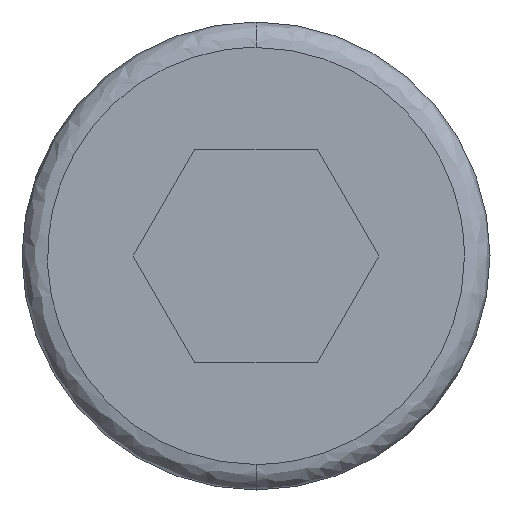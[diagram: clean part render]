
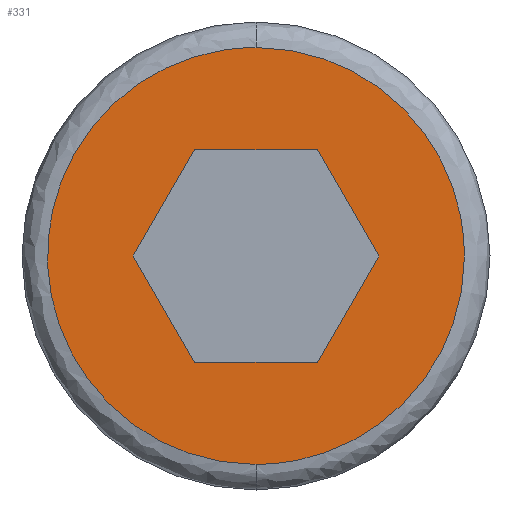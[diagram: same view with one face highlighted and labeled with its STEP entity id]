
A CAD part, front view. The second image highlights one B-rep face of the part: STEP entity #331.
In plain terms, the highlighted planar face has unit normal (0, -1, 0).
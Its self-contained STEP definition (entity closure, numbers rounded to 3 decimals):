
#20 = ORIENTED_EDGE ( 'NONE', *, *, #182, .T. ) ;
#25 = LINE ( 'NONE', #504, #645 ) ;
#30 = CARTESIAN_POINT ( 'NONE',  ( 0.722, -3., -1.25 ) ) ;
#31 = DIRECTION ( 'NONE',  ( 0.5, 0., 0.866 ) ) ;
#38 = CARTESIAN_POINT ( 'NONE',  ( -0.722, -3., -1.25 ) ) ;
#44 = PLANE ( 'NONE',  #217 ) ;
#46 = CARTESIAN_POINT ( 'NONE',  ( 2.45, -3., -1.435 ) ) ;
#47 = VECTOR ( 'NONE', #405, 1000. ) ;
#68 = LINE ( 'NONE', #531, #47 ) ;
#71 = EDGE_LOOP ( 'NONE', ( #20, #141, #317, #547, #610, #437 ) ) ;
#82 = EDGE_CURVE ( 'NONE', #713, #703, #178, .T. ) ;
#87 = LINE ( 'NONE', #751, #146 ) ;
#100 = VERTEX_POINT ( 'NONE', #106 ) ;
#103 = CARTESIAN_POINT ( 'NONE',  ( 0., -3., -2.45 ) ) ;
#105 =( BOUNDED_CURVE ( )  B_SPLINE_CURVE ( 3, ( #164, #46, #691, #103 ),
 .UNSPECIFIED., .F., .F. ) 
 B_SPLINE_CURVE_WITH_KNOTS ( ( 4, 4 ),
 ( 0., 0.333 ),
 .UNSPECIFIED. ) 
 CURVE ( )  GEOMETRIC_REPRESENTATION_ITEM ( )  RATIONAL_B_SPLINE_CURVE ( ( 1., 0.805, 0.805, 1. ) ) 
 REPRESENTATION_ITEM ( '' )  );
#106 = CARTESIAN_POINT ( 'NONE',  ( 0., -3., -2.45 ) ) ;
#141 = ORIENTED_EDGE ( 'NONE', *, *, #82, .T. ) ;
#142 = EDGE_CURVE ( 'NONE', #637, #100, #105, .T. ) ;
#146 = VECTOR ( 'NONE', #31, 1000. ) ;
#164 = CARTESIAN_POINT ( 'NONE',  ( 2.45, -3., 0. ) ) ;
#177 = CARTESIAN_POINT ( 'NONE',  ( -1.435, -3., 2.45 ) ) ;
#178 = LINE ( 'NONE', #407, #768 ) ;
#182 = EDGE_CURVE ( 'NONE', #414, #713, #68, .T. ) ;
#189 = CARTESIAN_POINT ( 'NONE',  ( -1.443, -3., 0. ) ) ;
#197 = ORIENTED_EDGE ( 'NONE', *, *, #442, .F. ) ;
#209 = CARTESIAN_POINT ( 'NONE',  ( 1.435, -3., 2.45 ) ) ;
#217 = AXIS2_PLACEMENT_3D ( 'NONE', #228, #639, #644 ) ;
#226 = CARTESIAN_POINT ( 'NONE',  ( -1.435, -3., -2.45 ) ) ;
#228 = CARTESIAN_POINT ( 'NONE',  ( 0., -3., 0. ) ) ;
#236 = CARTESIAN_POINT ( 'NONE',  ( -0.722, -3., -1.25 ) ) ;
#241 = DIRECTION ( 'NONE',  ( -0.5, 0., 0.866 ) ) ;
#271 = DIRECTION ( 'NONE',  ( 1., 0., 0. ) ) ;
#279 =( BOUNDED_CURVE ( )  B_SPLINE_CURVE ( 3, ( #478, #226, #353, #348, #635, #177, #752 ),
 .UNSPECIFIED., .F., .T. ) 
 B_SPLINE_CURVE_WITH_KNOTS ( ( 4, 3, 4 ),
 ( 0.333, 0.667, 1. ),
 .UNSPECIFIED. ) 
 CURVE ( )  GEOMETRIC_REPRESENTATION_ITEM ( )  RATIONAL_B_SPLINE_CURVE ( ( 1., 0.805, 0.805, 1., 0.805, 0.805, 1. ) ) 
 REPRESENTATION_ITEM ( '' )  );
#285 = VERTEX_POINT ( 'NONE', #236 ) ;
#286 = CARTESIAN_POINT ( 'NONE',  ( 1.443, -3., 0. ) ) ;
#290 = EDGE_CURVE ( 'NONE', #285, #758, #662, .T. ) ;
#308 = EDGE_CURVE ( 'NONE', #703, #285, #513, .T. ) ;
#317 = ORIENTED_EDGE ( 'NONE', *, *, #308, .T. ) ;
#330 = EDGE_CURVE ( 'NONE', #100, #655, #279, .T. ) ;
#331 = ADVANCED_FACE ( 'NONE', ( #418, #613 ), #44, .T. ) ;
#338 = CARTESIAN_POINT ( 'NONE',  ( 2.45, -3., 0. ) ) ;
#346 =( BOUNDED_CURVE ( )  B_SPLINE_CURVE ( 3, ( #571, #209, #509, #338 ),
 .UNSPECIFIED., .F., .T. ) 
 B_SPLINE_CURVE_WITH_KNOTS ( ( 4, 4 ),
 ( 0., 1. ),
 .UNSPECIFIED. ) 
 CURVE ( )  GEOMETRIC_REPRESENTATION_ITEM ( )  RATIONAL_B_SPLINE_CURVE ( ( 1., 0.805, 0.805, 1. ) ) 
 REPRESENTATION_ITEM ( '' )  );
#348 = CARTESIAN_POINT ( 'NONE',  ( -2.45, -3., 0. ) ) ;
#353 = CARTESIAN_POINT ( 'NONE',  ( -2.45, -3., -1.435 ) ) ;
#402 = CARTESIAN_POINT ( 'NONE',  ( -0.722, -3., 1.25 ) ) ;
#405 = DIRECTION ( 'NONE',  ( 0.5, 0., -0.866 ) ) ;
#407 = CARTESIAN_POINT ( 'NONE',  ( 1.443, -3., 0. ) ) ;
#414 = VERTEX_POINT ( 'NONE', #614 ) ;
#418 = FACE_BOUND ( 'NONE', #71, .T. ) ;
#437 = ORIENTED_EDGE ( 'NONE', *, *, #532, .T. ) ;
#442 = EDGE_CURVE ( 'NONE', #655, #637, #346, .T. ) ;
#478 = CARTESIAN_POINT ( 'NONE',  ( 0., -3., -2.45 ) ) ;
#504 = CARTESIAN_POINT ( 'NONE',  ( 0., -3., 1.25 ) ) ;
#509 = CARTESIAN_POINT ( 'NONE',  ( 2.45, -3., 1.435 ) ) ;
#513 = LINE ( 'NONE', #642, #743 ) ;
#531 = CARTESIAN_POINT ( 'NONE',  ( 0.722, -3., 1.25 ) ) ;
#532 = EDGE_CURVE ( 'NONE', #687, #414, #25, .T. ) ;
#547 = ORIENTED_EDGE ( 'NONE', *, *, #290, .T. ) ;
#568 = ORIENTED_EDGE ( 'NONE', *, *, #142, .F. ) ;
#571 = CARTESIAN_POINT ( 'NONE',  ( 0., -3., 2.45 ) ) ;
#607 = EDGE_LOOP ( 'NONE', ( #197, #770, #568 ) ) ;
#610 = ORIENTED_EDGE ( 'NONE', *, *, #731, .T. ) ;
#613 = FACE_OUTER_BOUND ( 'NONE', #607, .T. ) ;
#614 = CARTESIAN_POINT ( 'NONE',  ( 0.722, -3., 1.25 ) ) ;
#630 = CARTESIAN_POINT ( 'NONE',  ( 2.45, -3., 0. ) ) ;
#635 = CARTESIAN_POINT ( 'NONE',  ( -2.45, -3., 1.435 ) ) ;
#637 = VERTEX_POINT ( 'NONE', #630 ) ;
#639 = DIRECTION ( 'NONE',  ( 0., -1., 0. ) ) ;
#642 = CARTESIAN_POINT ( 'NONE',  ( 0., -3., -1.25 ) ) ;
#644 = DIRECTION ( 'NONE',  ( 0., 0., -1. ) ) ;
#645 = VECTOR ( 'NONE', #271, 1000. ) ;
#649 = DIRECTION ( 'NONE',  ( -1., 0., 0. ) ) ;
#655 = VERTEX_POINT ( 'NONE', #749 ) ;
#662 = LINE ( 'NONE', #38, #726 ) ;
#687 = VERTEX_POINT ( 'NONE', #402 ) ;
#691 = CARTESIAN_POINT ( 'NONE',  ( 1.435, -3., -2.45 ) ) ;
#695 = DIRECTION ( 'NONE',  ( -0.5, 0., -0.866 ) ) ;
#703 = VERTEX_POINT ( 'NONE', #30 ) ;
#713 = VERTEX_POINT ( 'NONE', #286 ) ;
#726 = VECTOR ( 'NONE', #241, 1000. ) ;
#731 = EDGE_CURVE ( 'NONE', #758, #687, #87, .T. ) ;
#743 = VECTOR ( 'NONE', #649, 1000. ) ;
#749 = CARTESIAN_POINT ( 'NONE',  ( 0., -3., 2.45 ) ) ;
#751 = CARTESIAN_POINT ( 'NONE',  ( -1.443, -3., 0. ) ) ;
#752 = CARTESIAN_POINT ( 'NONE',  ( 0., -3., 2.45 ) ) ;
#758 = VERTEX_POINT ( 'NONE', #189 ) ;
#768 = VECTOR ( 'NONE', #695, 1000. ) ;
#770 = ORIENTED_EDGE ( 'NONE', *, *, #330, .F. ) ;
